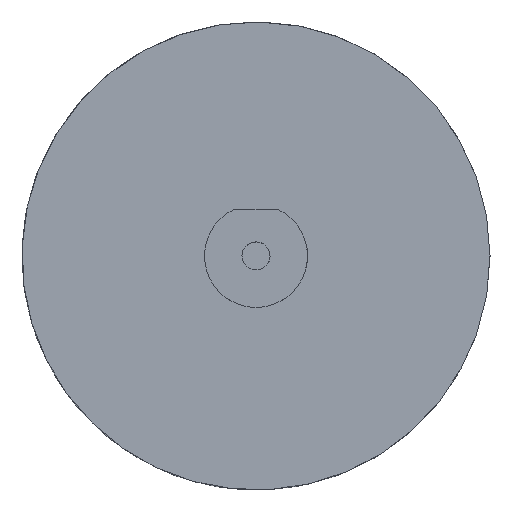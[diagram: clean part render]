
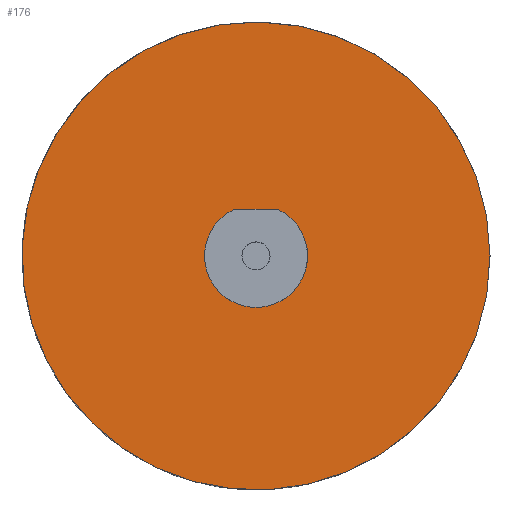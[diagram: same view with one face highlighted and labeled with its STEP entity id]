
A CAD part, top view. The second image highlights one B-rep face of the part: STEP entity #176.
In plain terms, the highlighted planar face has unit normal (0, 0, 1).
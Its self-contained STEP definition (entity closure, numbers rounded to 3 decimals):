
#30=FACE_BOUND('',#60,.T.);
#38=CIRCLE('',#211,50.);
#39=CIRCLE('',#212,50.);
#40=CIRCLE('',#213,11.);
#47=FACE_OUTER_BOUND('',#59,.T.);
#59=EDGE_LOOP('',(#134,#135));
#60=EDGE_LOOP('',(#136,#137));
#72=LINE('',#283,#80);
#80=VECTOR('',#230,10.);
#87=VERTEX_POINT('',#279);
#89=VERTEX_POINT('',#282);
#94=VERTEX_POINT('',#296);
#95=VERTEX_POINT('',#297);
#104=EDGE_CURVE('',#89,#87,#72,.T.);
#111=EDGE_CURVE('',#94,#95,#38,.T.);
#112=EDGE_CURVE('',#95,#94,#39,.T.);
#113=EDGE_CURVE('',#87,#89,#40,.T.);
#134=ORIENTED_EDGE('',*,*,#111,.F.);
#135=ORIENTED_EDGE('',*,*,#112,.F.);
#136=ORIENTED_EDGE('',*,*,#113,.T.);
#137=ORIENTED_EDGE('',*,*,#104,.T.);
#171=PLANE('',#210);
#176=ADVANCED_FACE('',(#47,#30),#171,.F.);
#210=AXIS2_PLACEMENT_3D('',#295,#243,#244);
#211=AXIS2_PLACEMENT_3D('',#298,#245,#246);
#212=AXIS2_PLACEMENT_3D('',#299,#247,#248);
#213=AXIS2_PLACEMENT_3D('',#300,#249,#250);
#230=DIRECTION('',(1.,0.,0.));
#243=DIRECTION('center_axis',(0.,0.,-1.));
#244=DIRECTION('ref_axis',(-1.,0.,0.));
#245=DIRECTION('center_axis',(0.,0.,-1.));
#246=DIRECTION('ref_axis',(-1.,0.,0.));
#247=DIRECTION('center_axis',(0.,0.,-1.));
#248=DIRECTION('ref_axis',(-1.,0.,0.));
#249=DIRECTION('center_axis',(0.,0.,-1.));
#250=DIRECTION('ref_axis',(0.948,0.319,0.));
#279=CARTESIAN_POINT('',(4.583,10.,-7.));
#282=CARTESIAN_POINT('',(-4.583,10.,-7.));
#283=CARTESIAN_POINT('',(0.,10.,-7.));
#295=CARTESIAN_POINT('Origin',(0.,0.,-7.));
#296=CARTESIAN_POINT('',(-46.462,18.473,-7.));
#297=CARTESIAN_POINT('',(50.,0.,-7.));
#298=CARTESIAN_POINT('Origin',(0.,0.,-7.));
#299=CARTESIAN_POINT('Origin',(0.,0.,-7.));
#300=CARTESIAN_POINT('Origin',(0.,0.,-7.));
